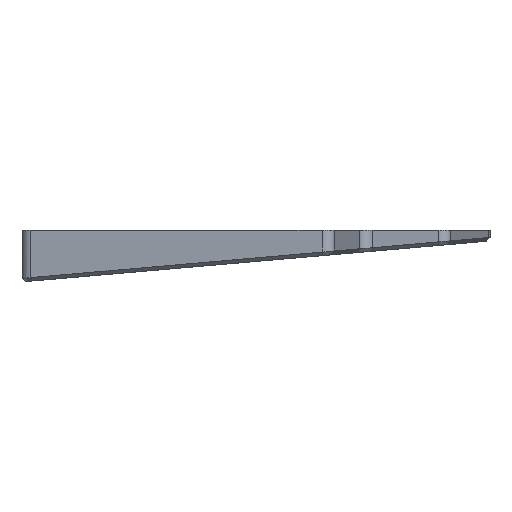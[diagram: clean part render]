
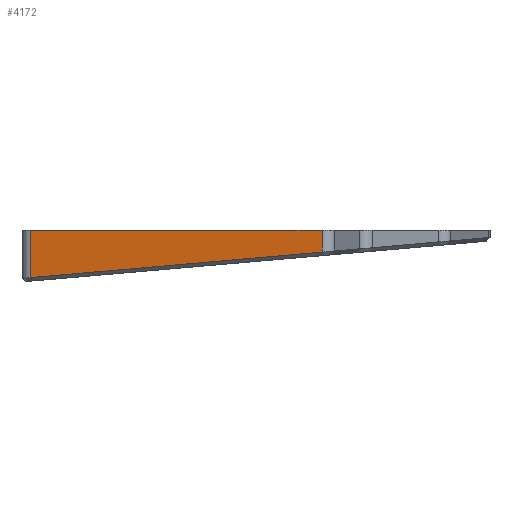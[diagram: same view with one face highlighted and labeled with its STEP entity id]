
A CAD part, left-side view. The second image highlights one B-rep face of the part: STEP entity #4172.
In plain terms, the highlighted planar face has unit normal (-0.985, 0.173, 0).
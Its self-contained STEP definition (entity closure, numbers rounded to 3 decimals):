
#132=PLANE('',#4460);
#323=FACE_OUTER_BOUND('',#572,.T.);
#572=EDGE_LOOP('',(#3395,#3396,#3397,#3398,#3399));
#943=B_SPLINE_CURVE_WITH_KNOTS('',3,(#9396,#9397,#9398,#9399),
 .UNSPECIFIED.,.F.,.F.,(4,4),(1.716,1.745),
 .UNSPECIFIED.);
#1100=LINE('',#8377,#1383);
#1194=LINE('',#9375,#1477);
#1209=LINE('',#9460,#1492);
#1210=LINE('',#9463,#1493);
#1383=VECTOR('',#4992,10.);
#1477=VECTOR('',#5160,10.);
#1492=VECTOR('',#5203,10.);
#1493=VECTOR('',#5208,10.);
#1805=VERTEX_POINT('',#8374);
#1806=VERTEX_POINT('',#8376);
#1922=VERTEX_POINT('',#9327);
#1926=VERTEX_POINT('',#9368);
#1929=VERTEX_POINT('',#9373);
#2305=EDGE_CURVE('',#1806,#1805,#1100,.T.);
#2477=EDGE_CURVE('',#1929,#1926,#1194,.T.);
#2479=EDGE_CURVE('',#1922,#1929,#943,.T.);
#2500=EDGE_CURVE('',#1926,#1805,#1209,.T.);
#2501=EDGE_CURVE('',#1806,#1922,#1210,.T.);
#3395=ORIENTED_EDGE('',*,*,#2479,.F.);
#3396=ORIENTED_EDGE('',*,*,#2501,.F.);
#3397=ORIENTED_EDGE('',*,*,#2305,.T.);
#3398=ORIENTED_EDGE('',*,*,#2500,.F.);
#3399=ORIENTED_EDGE('',*,*,#2477,.F.);
#4172=ADVANCED_FACE('',(#323),#132,.T.);
#4460=AXIS2_PLACEMENT_3D('',#9462,#5206,#5207);
#4992=DIRECTION('',(0.173,0.985,0.));
#5160=DIRECTION('',(0.172,0.981,-0.086));
#5203=DIRECTION('',(0.,0.,1.));
#5206=DIRECTION('center_axis',(-0.985,0.173,0.));
#5207=DIRECTION('ref_axis',(0.173,0.985,0.));
#5208=DIRECTION('',(0.,0.,-1.));
#8374=CARTESIAN_POINT('',(-22.735,-4.742,-2.));
#8376=CARTESIAN_POINT('',(-37.263,-87.425,-2.));
#8377=CARTESIAN_POINT('',(-37.263,-87.425,-2.));
#9327=CARTESIAN_POINT('',(-37.263,-87.425,-8.166));
#9368=CARTESIAN_POINT('',(-22.735,-4.742,-15.4));
#9373=CARTESIAN_POINT('',(-37.249,-87.34,-8.173));
#9375=CARTESIAN_POINT('',(-33.833,-67.9,-9.874));
#9396=CARTESIAN_POINT('Ctrl Pts',(-37.263,-87.425,-8.166));
#9397=CARTESIAN_POINT('Ctrl Pts',(-37.258,-87.396,-8.168));
#9398=CARTESIAN_POINT('Ctrl Pts',(-37.254,-87.368,-8.171));
#9399=CARTESIAN_POINT('Ctrl Pts',(-37.249,-87.34,-8.173));
#9460=CARTESIAN_POINT('',(-22.735,-4.742,-4.));
#9462=CARTESIAN_POINT('Origin',(-37.263,-87.425,-4.));
#9463=CARTESIAN_POINT('',(-37.263,-87.425,-4.));
